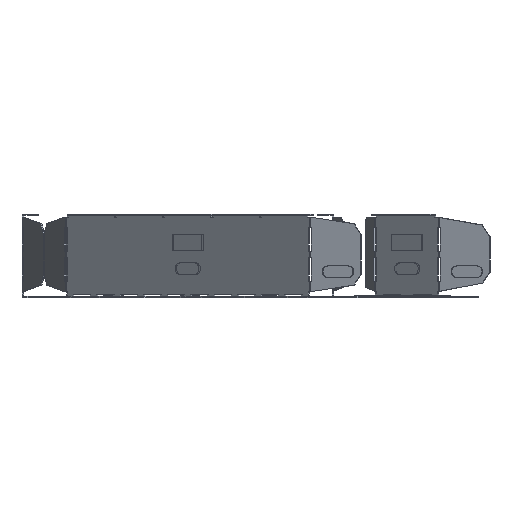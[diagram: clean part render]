
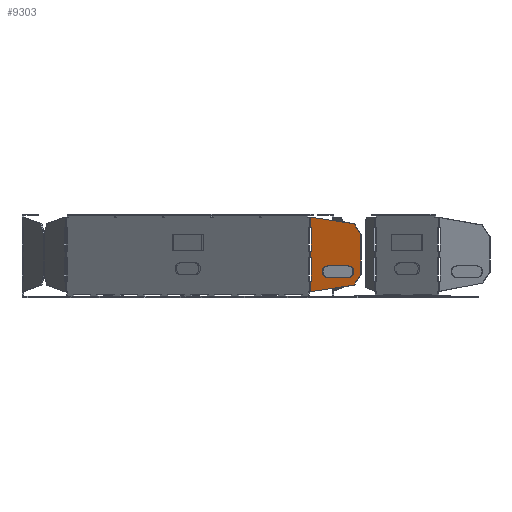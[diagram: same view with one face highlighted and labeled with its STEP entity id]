
A CAD part, left-side view. The second image highlights one B-rep face of the part: STEP entity #9303.
In plain terms, the highlighted planar face has unit normal (-0.924, 0.383, 0).
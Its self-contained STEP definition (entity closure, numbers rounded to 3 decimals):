
#197=FACE_OUTER_BOUND('',#584,.T.);
#584=EDGE_LOOP('',(#7462,#7463,#7464,#7465,#7466,#7467,#7468,#7469,#7470,
#7471,#7472,#7473,#7474,#7475,#7476,#7477));
#1779=LINE('',#14100,#3152);
#1783=LINE('',#14108,#3156);
#1787=LINE('',#14116,#3160);
#1819=LINE('',#14179,#3192);
#1828=LINE('',#14196,#3201);
#1829=LINE('',#14199,#3202);
#1838=LINE('',#14216,#3211);
#1839=LINE('',#14219,#3212);
#1844=LINE('',#14228,#3217);
#1845=LINE('',#14230,#3218);
#1846=LINE('',#14231,#3219);
#1847=LINE('',#14233,#3220);
#1848=LINE('',#14235,#3221);
#1849=LINE('',#14237,#3222);
#1850=LINE('',#14239,#3223);
#1851=LINE('',#14240,#3224);
#3152=VECTOR('',#11290,1.);
#3156=VECTOR('',#11294,1.);
#3160=VECTOR('',#11298,1.);
#3192=VECTOR('',#11336,1.);
#3201=VECTOR('',#11347,1.);
#3202=VECTOR('',#11350,1.);
#3211=VECTOR('',#11361,1.);
#3212=VECTOR('',#11364,1.);
#3217=VECTOR('',#11371,1.);
#3218=VECTOR('',#11372,1.);
#3219=VECTOR('',#11373,1.);
#3220=VECTOR('',#11374,1.);
#3221=VECTOR('',#11375,1.);
#3222=VECTOR('',#11376,1.);
#3223=VECTOR('',#11377,1.);
#3224=VECTOR('',#11378,1.);
#4342=VERTEX_POINT('',#14097);
#4343=VERTEX_POINT('',#14099);
#4346=VERTEX_POINT('',#14105);
#4347=VERTEX_POINT('',#14107);
#4350=VERTEX_POINT('',#14113);
#4351=VERTEX_POINT('',#14115);
#4379=VERTEX_POINT('',#14178);
#4386=VERTEX_POINT('',#14194);
#4387=VERTEX_POINT('',#14198);
#4394=VERTEX_POINT('',#14214);
#4395=VERTEX_POINT('',#14218);
#4399=VERTEX_POINT('',#14229);
#4400=VERTEX_POINT('',#14232);
#4401=VERTEX_POINT('',#14234);
#4402=VERTEX_POINT('',#14236);
#4403=VERTEX_POINT('',#14238);
#5553=EDGE_CURVE('',#4343,#4342,#1779,.T.);
#5557=EDGE_CURVE('',#4347,#4346,#1783,.T.);
#5561=EDGE_CURVE('',#4351,#4350,#1787,.T.);
#5593=EDGE_CURVE('',#4351,#4379,#1819,.T.);
#5602=EDGE_CURVE('',#4350,#4386,#1828,.T.);
#5603=EDGE_CURVE('',#4387,#4347,#1829,.T.);
#5612=EDGE_CURVE('',#4394,#4342,#1838,.T.);
#5613=EDGE_CURVE('',#4395,#4343,#1839,.T.);
#5618=EDGE_CURVE('',#4386,#4387,#1844,.T.);
#5619=EDGE_CURVE('',#4346,#4399,#1845,.T.);
#5620=EDGE_CURVE('',#4399,#4395,#1846,.T.);
#5621=EDGE_CURVE('',#4400,#4394,#1847,.T.);
#5622=EDGE_CURVE('',#4401,#4400,#1848,.T.);
#5623=EDGE_CURVE('',#4402,#4401,#1849,.T.);
#5624=EDGE_CURVE('',#4403,#4402,#1850,.T.);
#5625=EDGE_CURVE('',#4379,#4403,#1851,.T.);
#7462=ORIENTED_EDGE('',*,*,#5593,.F.);
#7463=ORIENTED_EDGE('',*,*,#5561,.T.);
#7464=ORIENTED_EDGE('',*,*,#5602,.T.);
#7465=ORIENTED_EDGE('',*,*,#5618,.T.);
#7466=ORIENTED_EDGE('',*,*,#5603,.T.);
#7467=ORIENTED_EDGE('',*,*,#5557,.T.);
#7468=ORIENTED_EDGE('',*,*,#5619,.T.);
#7469=ORIENTED_EDGE('',*,*,#5620,.T.);
#7470=ORIENTED_EDGE('',*,*,#5613,.T.);
#7471=ORIENTED_EDGE('',*,*,#5553,.T.);
#7472=ORIENTED_EDGE('',*,*,#5612,.F.);
#7473=ORIENTED_EDGE('',*,*,#5621,.F.);
#7474=ORIENTED_EDGE('',*,*,#5622,.F.);
#7475=ORIENTED_EDGE('',*,*,#5623,.F.);
#7476=ORIENTED_EDGE('',*,*,#5624,.F.);
#7477=ORIENTED_EDGE('',*,*,#5625,.F.);
#8916=PLANE('',#9791);
#9303=ADVANCED_FACE('',(#197),#8916,.T.);
#9791=AXIS2_PLACEMENT_3D('',#14227,#11369,#11370);
#11290=DIRECTION('',(0.,0.,-1.));
#11294=DIRECTION('',(0.,0.,-1.));
#11298=DIRECTION('',(0.,0.,-1.));
#11336=DIRECTION('',(-0.383,-0.924,0.));
#11347=DIRECTION('',(-0.383,-0.924,0.));
#11350=DIRECTION('',(0.383,0.924,0.));
#11361=DIRECTION('',(0.383,0.924,0.));
#11364=DIRECTION('',(0.383,0.924,0.));
#11369=DIRECTION('center_axis',(-0.924,0.383,0.));
#11370=DIRECTION('ref_axis',(0.,0.,
-1.));
#11371=DIRECTION('',(0.,0.,-1.));
#11372=DIRECTION('',(-0.383,-0.924,0.));
#11373=DIRECTION('',(0.,0.,-1.));
#11374=DIRECTION('',(0.379,0.915,-0.139));
#11375=DIRECTION('',(0.219,0.53,-0.819));
#11376=DIRECTION('',(0.,0.,-1.));
#11377=DIRECTION('',(-0.219,-0.53,-0.819));
#11378=DIRECTION('',(-0.379,-0.915,-0.139));
#14097=CARTESIAN_POINT('',(18.577,49.876,3.495));
#14099=CARTESIAN_POINT('',(18.577,49.876,9.895));
#14100=CARTESIAN_POINT('',(18.577,49.876,-65.094));
#14105=CARTESIAN_POINT('',(18.577,49.876,23.895));
#14107=CARTESIAN_POINT('',(18.577,49.876,27.895));
#14108=CARTESIAN_POINT('',(18.577,49.876,-65.094));
#14113=CARTESIAN_POINT('',(18.577,49.876,41.895));
#14115=CARTESIAN_POINT('',(18.577,49.876,48.295));
#14116=CARTESIAN_POINT('',(18.577,49.876,-65.094));
#14178=CARTESIAN_POINT('',(18.421,49.5,48.295));
#14179=CARTESIAN_POINT('',(18.431,49.522,48.295));
#14194=CARTESIAN_POINT('',(18.153,48.853,41.895));
#14196=CARTESIAN_POINT('',(18.297,49.199,41.895));
#14198=CARTESIAN_POINT('',(18.153,48.853,27.895));
#14199=CARTESIAN_POINT('',(18.297,49.199,27.895));
#14214=CARTESIAN_POINT('',(18.421,49.5,3.495));
#14216=CARTESIAN_POINT('',(18.431,49.522,3.495));
#14218=CARTESIAN_POINT('',(18.153,48.853,9.895));
#14219=CARTESIAN_POINT('',(18.297,49.199,9.895));
#14227=CARTESIAN_POINT('Origin',(58.22,145.583,-65.094));
#14228=CARTESIAN_POINT('',(18.153,48.853,34.895));
#14229=CARTESIAN_POINT('',(18.153,48.853,23.895));
#14230=CARTESIAN_POINT('',(18.297,49.199,23.895));
#14231=CARTESIAN_POINT('',(18.153,48.853,16.895));
#14232=CARTESIAN_POINT('',(7.587,23.344,7.474));
#14233=CARTESIAN_POINT('',(13.004,36.422,5.484));
#14234=CARTESIAN_POINT('',(5.831,19.104,14.027));
#14235=CARTESIAN_POINT('',(6.709,21.224,10.751));
#14236=CARTESIAN_POINT('',(5.831,19.104,37.763));
#14237=CARTESIAN_POINT('',(5.831,19.104,25.895));
#14238=CARTESIAN_POINT('',(7.587,23.344,44.316));
#14239=CARTESIAN_POINT('',(6.709,21.224,41.039));
#14240=CARTESIAN_POINT('',(13.004,36.422,46.306));
